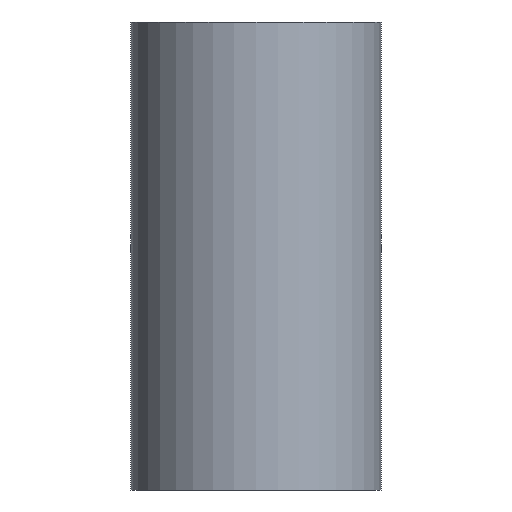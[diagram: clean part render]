
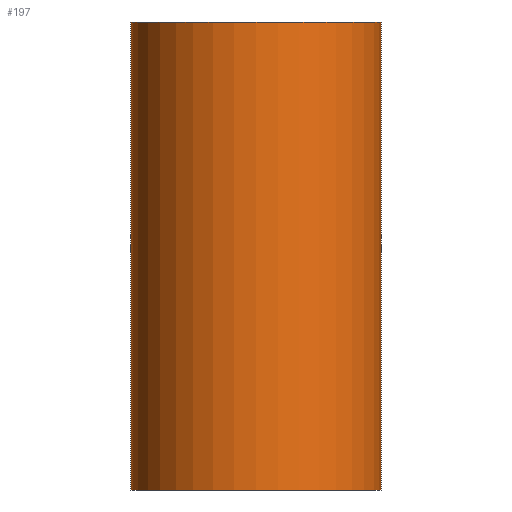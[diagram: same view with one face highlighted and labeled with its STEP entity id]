
A CAD part, front view. The second image highlights one B-rep face of the part: STEP entity #197.
In plain terms, the highlighted cylindrical face has radius 30.5 mm (diameter 61 mm), a full revolution.
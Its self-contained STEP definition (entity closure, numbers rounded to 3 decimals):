
#16=B_SPLINE_CURVE_WITH_KNOTS('',3,(#377,#378,#379,#380,#381,#382,#383,
#384,#385,#386,#387,#388,#389,#390,#391,#392,#393,#394,#395,#396,#397,#398,
#399,#400,#401,#402,#403,#404,#405,#406,#407,#408,#409,#410,#411,#412,#413,
#414,#415,#416,#417,#418,#419,#420,#421,#422,#423,#424,#425,#426),
 .UNSPECIFIED.,.T.,.F.,(4,2,2,2,2,2,2,2,2,2,2,2,2,2,2,2,2,2,2,2,2,2,2,2,
4),(0.,0.268,0.537,1.073,1.609,
1.877,2.145,2.413,2.681,3.216,
3.753,4.022,4.29,4.558,4.827,
5.363,5.899,6.167,6.435,6.703,
6.971,7.506,8.043,8.311,8.58),
 .UNSPECIFIED.);
#29=CYLINDRICAL_SURFACE('',#230,30.5);
#44=FACE_BOUND('',#92,.T.);
#45=FACE_BOUND('',#93,.T.);
#61=FACE_OUTER_BOUND('',#91,.T.);
#91=EDGE_LOOP('',(#174));
#92=EDGE_LOOP('',(#175));
#93=EDGE_LOOP('',(#176));
#101=CIRCLE('',#208,30.5);
#105=CIRCLE('',#215,30.5);
#116=VERTEX_POINT('',#307);
#120=VERTEX_POINT('',#318);
#129=VERTEX_POINT('',#376);
#133=EDGE_CURVE('',#116,#116,#101,.T.);
#137=EDGE_CURVE('',#120,#120,#105,.T.);
#146=EDGE_CURVE('',#129,#129,#16,.T.);
#174=ORIENTED_EDGE('',*,*,#133,.F.);
#175=ORIENTED_EDGE('',*,*,#137,.F.);
#176=ORIENTED_EDGE('',*,*,#146,.T.);
#197=ADVANCED_FACE('',(#61,#44,#45),#29,.T.);
#208=AXIS2_PLACEMENT_3D('',#308,#247,#248);
#215=AXIS2_PLACEMENT_3D('',#319,#261,#262);
#230=AXIS2_PLACEMENT_3D('',#427,#291,#292);
#247=DIRECTION('center_axis',(0.,0.,1.));
#248=DIRECTION('ref_axis',(-1.,0.,0.));
#261=DIRECTION('center_axis',(0.,0.,-1.));
#262=DIRECTION('ref_axis',(-1.,0.,0.));
#291=DIRECTION('center_axis',(0.,0.,1.));
#292=DIRECTION('ref_axis',(-1.,0.,0.));
#307=CARTESIAN_POINT('',(30.5,0.,57.));
#308=CARTESIAN_POINT('Origin',(0.,0.,57.));
#318=CARTESIAN_POINT('',(30.5,0.,-57.));
#319=CARTESIAN_POINT('Origin',(0.,0.,-57.));
#376=CARTESIAN_POINT('',(14.,27.097,0.));
#377=CARTESIAN_POINT('Ctrl Pts',(14.,27.097,0.));
#378=CARTESIAN_POINT('Ctrl Pts',(14.,27.097,0.895));
#379=CARTESIAN_POINT('Ctrl Pts',(13.913,27.143,1.814));
#380=CARTESIAN_POINT('Ctrl Pts',(13.552,27.325,3.634));
#381=CARTESIAN_POINT('Ctrl Pts',(13.278,27.461,4.535));
#382=CARTESIAN_POINT('Ctrl Pts',(12.201,27.965,7.114));
#383=CARTESIAN_POINT('Ctrl Pts',(11.129,28.427,8.67));
#384=CARTESIAN_POINT('Ctrl Pts',(8.672,29.27,11.127));
#385=CARTESIAN_POINT('Ctrl Pts',(7.116,29.71,12.2));
#386=CARTESIAN_POINT('Ctrl Pts',(4.534,30.174,13.278));
#387=CARTESIAN_POINT('Ctrl Pts',(3.633,30.297,13.552));
#388=CARTESIAN_POINT('Ctrl Pts',(1.812,30.46,13.913));
#389=CARTESIAN_POINT('Ctrl Pts',(0.893,30.5,14.));
#390=CARTESIAN_POINT('Ctrl Pts',(-0.893,30.5,14.));
#391=CARTESIAN_POINT('Ctrl Pts',(-1.812,30.46,13.913));
#392=CARTESIAN_POINT('Ctrl Pts',(-3.633,30.297,13.552));
#393=CARTESIAN_POINT('Ctrl Pts',(-4.534,30.174,13.278));
#394=CARTESIAN_POINT('Ctrl Pts',(-7.116,29.71,12.2));
#395=CARTESIAN_POINT('Ctrl Pts',(-8.672,29.27,11.127));
#396=CARTESIAN_POINT('Ctrl Pts',(-11.129,28.427,8.67));
#397=CARTESIAN_POINT('Ctrl Pts',(-12.201,27.965,7.114));
#398=CARTESIAN_POINT('Ctrl Pts',(-13.278,27.461,4.535));
#399=CARTESIAN_POINT('Ctrl Pts',(-13.552,27.325,3.634));
#400=CARTESIAN_POINT('Ctrl Pts',(-13.913,27.143,1.814));
#401=CARTESIAN_POINT('Ctrl Pts',(-14.,27.097,0.895));
#402=CARTESIAN_POINT('Ctrl Pts',(-14.,27.097,-0.895));
#403=CARTESIAN_POINT('Ctrl Pts',(-13.913,27.143,-1.814));
#404=CARTESIAN_POINT('Ctrl Pts',(-13.552,27.325,-3.634));
#405=CARTESIAN_POINT('Ctrl Pts',(-13.278,27.461,-4.535));
#406=CARTESIAN_POINT('Ctrl Pts',(-12.201,27.965,-7.114));
#407=CARTESIAN_POINT('Ctrl Pts',(-11.129,28.427,-8.67));
#408=CARTESIAN_POINT('Ctrl Pts',(-8.672,29.27,-11.127));
#409=CARTESIAN_POINT('Ctrl Pts',(-7.116,29.71,-12.2));
#410=CARTESIAN_POINT('Ctrl Pts',(-4.534,30.174,-13.278));
#411=CARTESIAN_POINT('Ctrl Pts',(-3.633,30.297,-13.552));
#412=CARTESIAN_POINT('Ctrl Pts',(-1.812,30.46,-13.913));
#413=CARTESIAN_POINT('Ctrl Pts',(-0.893,30.5,-14.));
#414=CARTESIAN_POINT('Ctrl Pts',(0.893,30.5,-14.));
#415=CARTESIAN_POINT('Ctrl Pts',(1.812,30.46,-13.913));
#416=CARTESIAN_POINT('Ctrl Pts',(3.633,30.297,-13.552));
#417=CARTESIAN_POINT('Ctrl Pts',(4.534,30.174,-13.278));
#418=CARTESIAN_POINT('Ctrl Pts',(7.116,29.71,-12.2));
#419=CARTESIAN_POINT('Ctrl Pts',(8.672,29.27,-11.127));
#420=CARTESIAN_POINT('Ctrl Pts',(11.129,28.427,-8.67));
#421=CARTESIAN_POINT('Ctrl Pts',(12.201,27.965,-7.114));
#422=CARTESIAN_POINT('Ctrl Pts',(13.278,27.461,-4.535));
#423=CARTESIAN_POINT('Ctrl Pts',(13.552,27.325,-3.634));
#424=CARTESIAN_POINT('Ctrl Pts',(13.913,27.143,-1.814));
#425=CARTESIAN_POINT('Ctrl Pts',(14.,27.097,-0.895));
#426=CARTESIAN_POINT('Ctrl Pts',(14.,27.097,0.));
#427=CARTESIAN_POINT('Origin',(0.,0.,0.));
